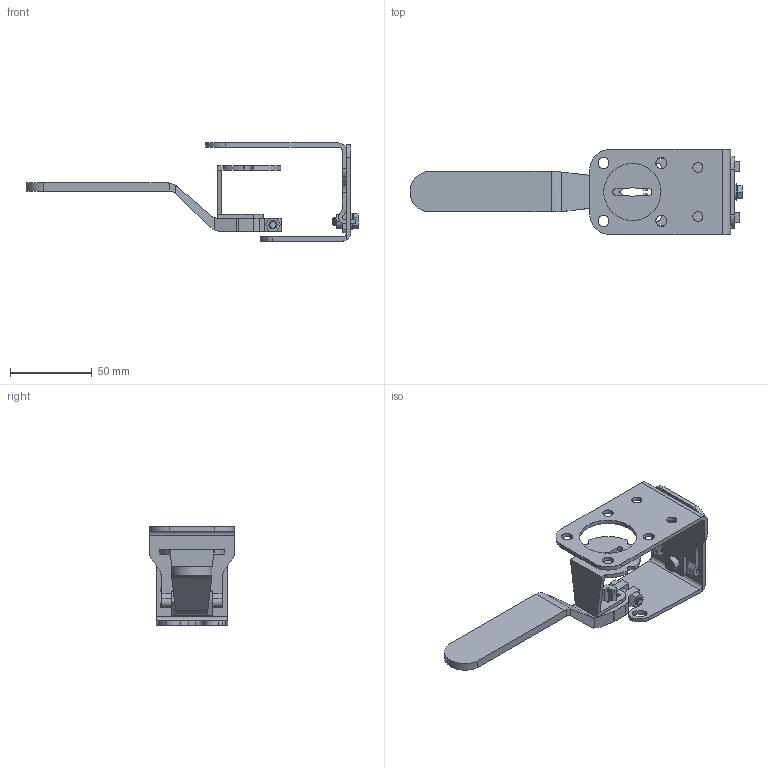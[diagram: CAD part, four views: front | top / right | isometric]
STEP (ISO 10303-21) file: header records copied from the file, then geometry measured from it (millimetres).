
FILE_DESCRIPTION((''),'2;1');
FILE_NAME('CAD-8033_ASM','2021-10-21T11:58:54',('creinig-se'),(''),'CREO PARAMETRIC BY PTC INC, 2019292','CREO PARAMETRIC BY PTC INC, 2019292','');
FILE_SCHEMA(('CONFIG_CONTROL_DESIGN','SHAPE_APPEARANCE_LAYERS_GROUPS'));
Length unit declared in the file: millimetre
Products named in the file (4): CAD-8033_2; CAD-8033_1; CAD-8033_3; CAD-8033_ASM
Assembly tree (3 placements, depth 2):
  CAD-8033_ASM
    CAD-8033_2
    CAD-8033_1
    CAD-8033_3
Bounding box: 202.96 x 52 x 60 mm (x, y, z)
Volume: 48742.3 mm3; surface area: 36417.6 mm2
Topology: 3 solids, 3 shells, 378 faces, 1040 edges, 674 vertices
Faces by surface type: plane 209, cylinder 141, cone 28
Entity records: 15411 total; most frequent: CARTESIAN_POINT 2162, DIRECTION 2116, ORIENTED_EDGE 2080, PRESENTATION_STYLE_ASSIGNMENT 1043, STYLED_ITEM 1043, CURVE_STYLE 1040, EDGE_CURVE 1040, AXIS2_PLACEMENT_3D 708
